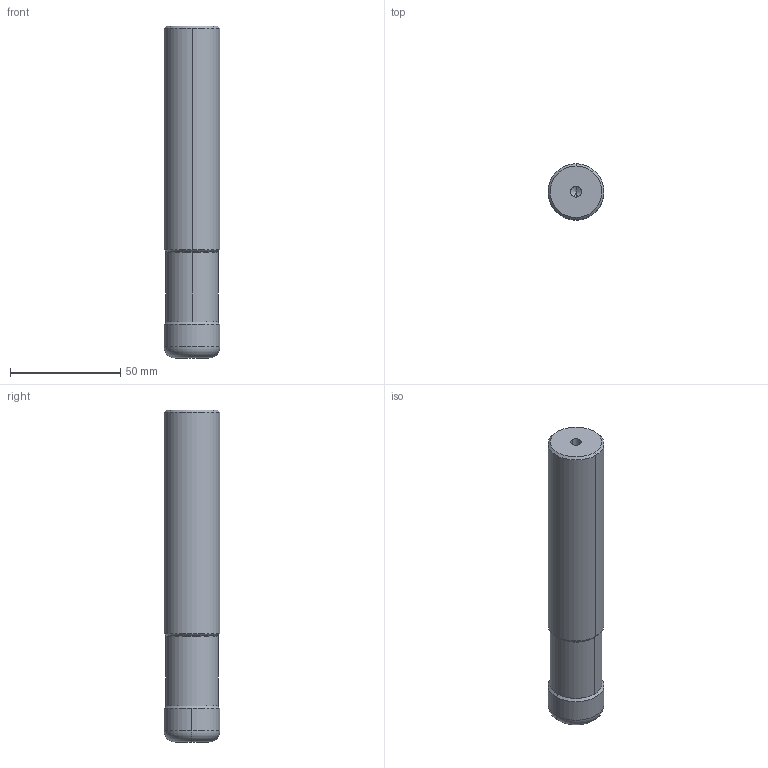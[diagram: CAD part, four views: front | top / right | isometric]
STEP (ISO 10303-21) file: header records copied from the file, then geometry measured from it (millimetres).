
FILE_DESCRIPTION(/* description */ (''),/* implementation_level */ '2;1');
FILE_NAME(/* name */ 'AXD4000UR162SA16SB_IR0_197.stp',/* time_stamp */ '2018-08-06T17:09:23+09:00',/* author */ (''),/* organization */ (''),/* preprocessor_version */ 'ST-DEVELOPER v16',/* originating_system */ 'SIEMENS PLM Software NX 10.0',/* authorisation */ '');
FILE_SCHEMA (('AUTOMOTIVE_DESIGN { 1 0 10303 214 3 1 1 1 }'));
Length unit declared in the file: millimetre
Products named in the file (1): AXD4000UR162SA16SB_IR0_197_ASM
Bounding box: 25.4 x 25.4 x 150.61 mm (x, y, z)
Volume: 77560.3 mm3; surface area: 16557.6 mm2
Topology: 2 solids, 2 shells, 51 faces, 108 edges, 61 vertices
Faces by surface type: cone 20, torus 16, cylinder 8, plane 5, bspline 2
Entity records: 1532 total; most frequent: DIRECTION 304, CARTESIAN_POINT 283, ORIENTED_EDGE 212, AXIS2_PLACEMENT_3D 138, EDGE_CURVE 106, CIRCLE 78, VERTEX_POINT 61, EDGE_LOOP 55
